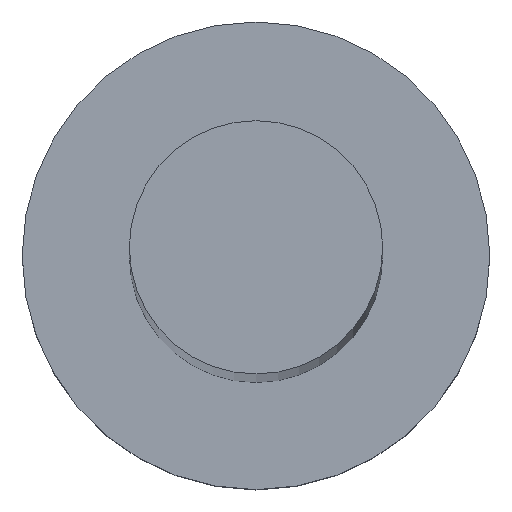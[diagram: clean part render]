
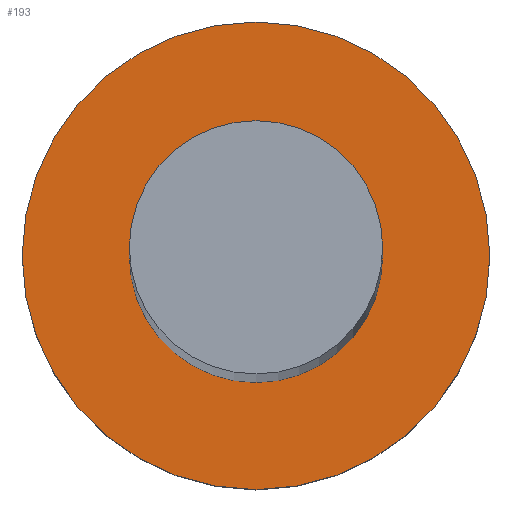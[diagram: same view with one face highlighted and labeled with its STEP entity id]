
A CAD part, top view. The second image highlights one B-rep face of the part: STEP entity #193.
In plain terms, the highlighted planar face has unit normal (0, 0, 1).
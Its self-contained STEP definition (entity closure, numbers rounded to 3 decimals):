
#2 = CARTESIAN_POINT ( 'NONE',  ( 0., 0., 5. ) ) ;
#4 = FACE_OUTER_BOUND ( 'NONE', #199, .T. ) ;
#5 = CARTESIAN_POINT ( 'NONE',  ( 3.25, 0., 5. ) ) ;
#6 = DIRECTION ( 'NONE',  ( 0., 0., 1. ) ) ;
#20 = CARTESIAN_POINT ( 'NONE',  ( -3.25, 0., 5. ) ) ;
#34 = EDGE_CURVE ( 'NONE', #224, #202, #45, .T. ) ;
#35 = ORIENTED_EDGE ( 'NONE', *, *, #110, .T. ) ;
#45 = CIRCLE ( 'NONE', #160, 6. ) ;
#59 = CIRCLE ( 'NONE', #190, 6. ) ;
#61 = CARTESIAN_POINT ( 'NONE',  ( -6., 0., 5. ) ) ;
#62 = FACE_BOUND ( 'NONE', #178, .T. ) ;
#68 = VERTEX_POINT ( 'NONE', #5 ) ;
#77 = DIRECTION ( 'NONE',  ( 1., 0., 0. ) ) ;
#78 = PLANE ( 'NONE',  #245 ) ;
#89 = ORIENTED_EDGE ( 'NONE', *, *, #223, .F. ) ;
#106 = CARTESIAN_POINT ( 'NONE',  ( 0., 0., 5. ) ) ;
#109 = AXIS2_PLACEMENT_3D ( 'NONE', #132, #214, #133 ) ;
#110 = EDGE_CURVE ( 'NONE', #202, #224, #59, .T. ) ;
#124 = DIRECTION ( 'NONE',  ( 0., 0., 1. ) ) ;
#132 = CARTESIAN_POINT ( 'NONE',  ( 0., 0., 5. ) ) ;
#133 = DIRECTION ( 'NONE',  ( 1., 0., 0. ) ) ;
#134 = CARTESIAN_POINT ( 'NONE',  ( 0., 0., 5. ) ) ;
#148 = DIRECTION ( 'NONE',  ( 0., 0., 1. ) ) ;
#160 = AXIS2_PLACEMENT_3D ( 'NONE', #106, #184, #187 ) ;
#161 = DIRECTION ( 'NONE',  ( 1., 0., 0. ) ) ;
#163 = ORIENTED_EDGE ( 'NONE', *, *, #255, .F. ) ;
#165 = VERTEX_POINT ( 'NONE', #20 ) ;
#167 = AXIS2_PLACEMENT_3D ( 'NONE', #225, #124, #161 ) ;
#178 = EDGE_LOOP ( 'NONE', ( #163, #89 ) ) ;
#184 = DIRECTION ( 'NONE',  ( 0., 0., 1. ) ) ;
#187 = DIRECTION ( 'NONE',  ( 1., 0., 0. ) ) ;
#190 = AXIS2_PLACEMENT_3D ( 'NONE', #134, #6, #77 ) ;
#193 = ADVANCED_FACE ( 'NONE', ( #62, #4 ), #78, .T. ) ;
#199 = EDGE_LOOP ( 'NONE', ( #35, #244 ) ) ;
#202 = VERTEX_POINT ( 'NONE', #61 ) ;
#214 = DIRECTION ( 'NONE',  ( 0., 0., 1. ) ) ;
#216 = CARTESIAN_POINT ( 'NONE',  ( 6., 0., 5. ) ) ;
#221 = CIRCLE ( 'NONE', #109, 3.25 ) ;
#223 = EDGE_CURVE ( 'NONE', #68, #165, #221, .T. ) ;
#224 = VERTEX_POINT ( 'NONE', #216 ) ;
#225 = CARTESIAN_POINT ( 'NONE',  ( 0., 0., 5. ) ) ;
#235 = DIRECTION ( 'NONE',  ( 1., 0., 0. ) ) ;
#237 = CIRCLE ( 'NONE', #167, 3.25 ) ;
#244 = ORIENTED_EDGE ( 'NONE', *, *, #34, .T. ) ;
#245 = AXIS2_PLACEMENT_3D ( 'NONE', #2, #148, #235 ) ;
#255 = EDGE_CURVE ( 'NONE', #165, #68, #237, .T. ) ;
